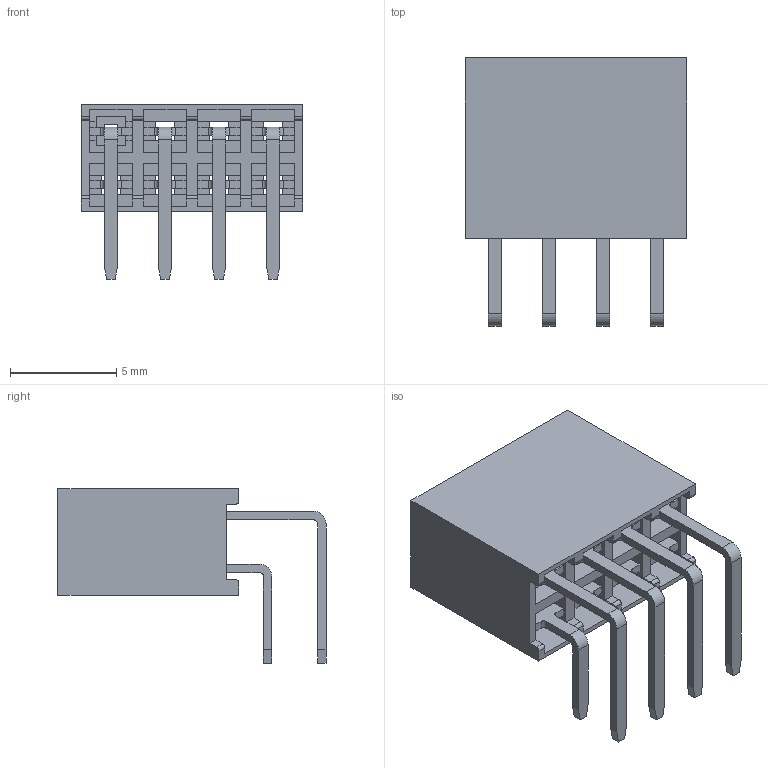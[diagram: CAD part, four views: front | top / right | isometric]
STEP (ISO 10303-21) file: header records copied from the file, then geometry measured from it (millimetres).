
FILE_DESCRIPTION(('STEP AP214'),'1');
FILE_NAME('female_header_a-bl254-da-g08d.stp','2016-01-12T14:04:50',('TraceParts'),('TraceParts S.A.'),'Spatial InterOp 3D',' ',' ');
FILE_SCHEMA(('automotive_design'));
Length unit declared in the file: millimetre
Products named in the file (1): 1
Bounding box: 10.41 x 12.6 x 8.2 mm (x, y, z)
Volume: 204.7 mm3; surface area: 1025.5 mm2
Topology: 1 solids, 1 shells, 298 faces, 846 edges, 544 vertices
Faces by surface type: plane 252, cylinder 46
Entity records: 11946 total; most frequent: ORIENTED_EDGE 1692, CARTESIAN_POINT 1689, DIRECTION 1536, EDGE_CURVE 846, LINE 754, VECTOR 754, VERTEX_POINT 544, AXIS2_PLACEMENT_3D 391
